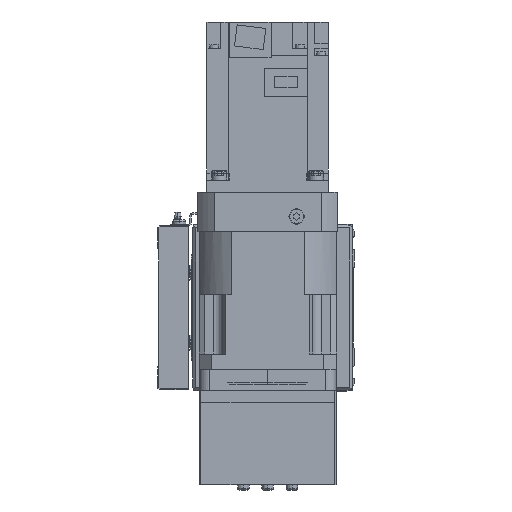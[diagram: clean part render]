
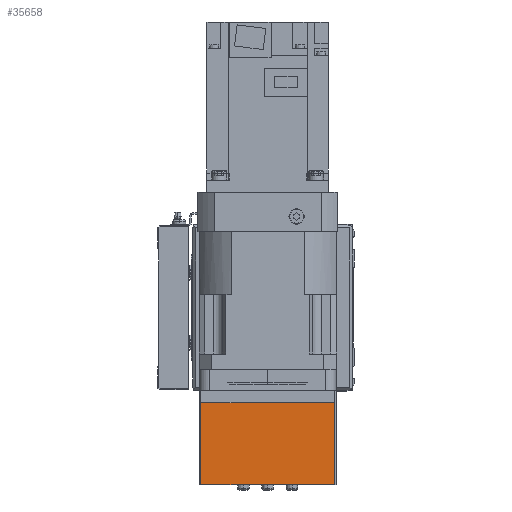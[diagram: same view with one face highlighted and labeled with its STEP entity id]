
A CAD part, left-side view. The second image highlights one B-rep face of the part: STEP entity #35658.
In plain terms, the highlighted planar face has unit normal (-1, 0, 0).
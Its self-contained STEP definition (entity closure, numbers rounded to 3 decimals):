
#1220 = DIRECTION ( 'NONE',  ( 0., 0., 1. ) ) ;
#3071 = CARTESIAN_POINT ( 'NONE',  ( -99.5, 100.1, -116.5 ) ) ;
#3776 = VECTOR ( 'NONE', #40147, 1000. ) ;
#4087 = EDGE_CURVE ( 'NONE', #11044, #24007, #5031, .T. ) ;
#5031 = LINE ( 'NONE', #35917, #35634 ) ;
#5189 = LINE ( 'NONE', #20646, #3776 ) ;
#6614 = DIRECTION ( 'NONE',  ( 0., -1., 0. ) ) ;
#7981 = CARTESIAN_POINT ( 'NONE',  ( -99.5, 100.1, -116.5 ) ) ;
#8273 = VERTEX_POINT ( 'NONE', #18911 ) ;
#11044 = VERTEX_POINT ( 'NONE', #7981 ) ;
#13386 = EDGE_CURVE ( 'NONE', #41452, #8273, #5189, .T. ) ;
#13451 = ORIENTED_EDGE ( 'NONE', *, *, #13386, .T. ) ;
#13879 = EDGE_CURVE ( 'NONE', #11044, #41452, #25374, .T. ) ;
#14408 = LINE ( 'NONE', #29653, #45052 ) ;
#14832 = AXIS2_PLACEMENT_3D ( 'NONE', #36506, #32715, #28926 ) ;
#18911 = CARTESIAN_POINT ( 'NONE',  ( -99.5, 12.1, -62.5 ) ) ;
#19188 = VECTOR ( 'NONE', #6614, 1000. ) ;
#20646 = CARTESIAN_POINT ( 'NONE',  ( -99.5, 12.1, -116.5 ) ) ;
#24007 = VERTEX_POINT ( 'NONE', #41371 ) ;
#24873 = FACE_OUTER_BOUND ( 'NONE', #46715, .T. ) ;
#25374 = LINE ( 'NONE', #3071, #19188 ) ;
#27031 = CARTESIAN_POINT ( 'NONE',  ( -99.5, 12.1, -116.5 ) ) ;
#28926 = DIRECTION ( 'NONE',  ( 0., 0., 1. ) ) ;
#29653 = CARTESIAN_POINT ( 'NONE',  ( -99.5, 100.1, -62.5 ) ) ;
#30142 = ORIENTED_EDGE ( 'NONE', *, *, #4087, .F. ) ;
#31741 = EDGE_CURVE ( 'NONE', #24007, #8273, #14408, .T. ) ;
#32715 = DIRECTION ( 'NONE',  ( -1., 0., 0. ) ) ;
#35634 = VECTOR ( 'NONE', #1220, 1000. ) ;
#35658 = ADVANCED_FACE ( 'NONE', ( #24873 ), #40319, .T. ) ;
#35917 = CARTESIAN_POINT ( 'NONE',  ( -99.5, 100.1, -116.5 ) ) ;
#36506 = CARTESIAN_POINT ( 'NONE',  ( -99.5, 100.1, -116.5 ) ) ;
#40147 = DIRECTION ( 'NONE',  ( 0., 0., 1. ) ) ;
#40319 = PLANE ( 'NONE',  #14832 ) ;
#41371 = CARTESIAN_POINT ( 'NONE',  ( -99.5, 100.1, -62.5 ) ) ;
#41452 = VERTEX_POINT ( 'NONE', #27031 ) ;
#41968 = ORIENTED_EDGE ( 'NONE', *, *, #13879, .T. ) ;
#45052 = VECTOR ( 'NONE', #45115, 1000. ) ;
#45115 = DIRECTION ( 'NONE',  ( 0., -1., 0. ) ) ;
#46715 = EDGE_LOOP ( 'NONE', ( #13451, #49578, #30142, #41968 ) ) ;
#49578 = ORIENTED_EDGE ( 'NONE', *, *, #31741, .F. ) ;
